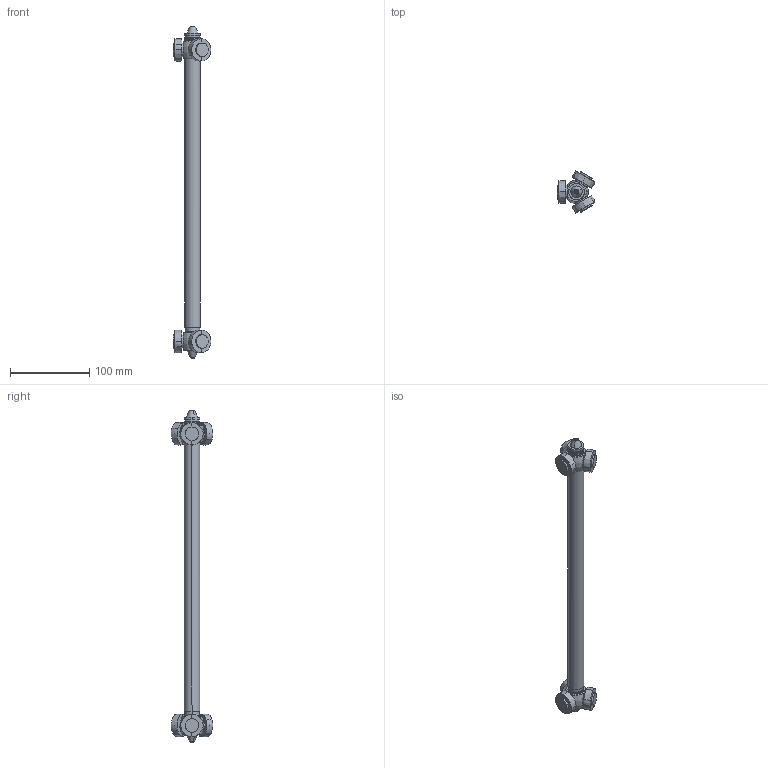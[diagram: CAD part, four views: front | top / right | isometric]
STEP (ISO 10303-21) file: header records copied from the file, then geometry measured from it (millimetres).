
FILE_DESCRIPTION(('CATIA V5 STEP Exchange'),'2;1');
FILE_NAME('Shaft and Sprocket.stp','2020-07-23T14:05:17+00:00',('none'),('none'),'CATIA Version 5 Release 21 GA (IN-10)','CATIA V5 STEP AP203','none');
FILE_SCHEMA(('CONFIG_CONTROL_DESIGN'));
Length unit declared in the file: millimetre
Products named in the file (1): Product2
Assembly tree (2 placements, depth 2):
  Product2
    #58
    #5349
Bounding box: 47.71 x 52.42 x 418.25 mm (x, y, z)
Volume: 134261.7 mm3; surface area: 59488.7 mm2
Topology: 3 solids, 3 shells, 331 faces, 1130 edges, 818 vertices
Faces by surface type: plane 169, cylinder 66, bspline 60, cone 28, revolution 4, torus 4
Entity records: 13173 total; most frequent: CARTESIAN_POINT 5151, ORIENTED_EDGE 2260, EDGE_CURVE 1130, DIRECTION 877, VERTEX_POINT 818, AXIS2_PLACEMENT_3D 388, VECTOR 370, LINE 370
